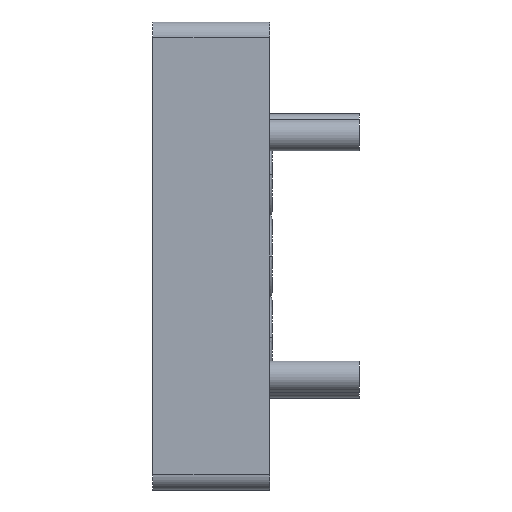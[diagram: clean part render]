
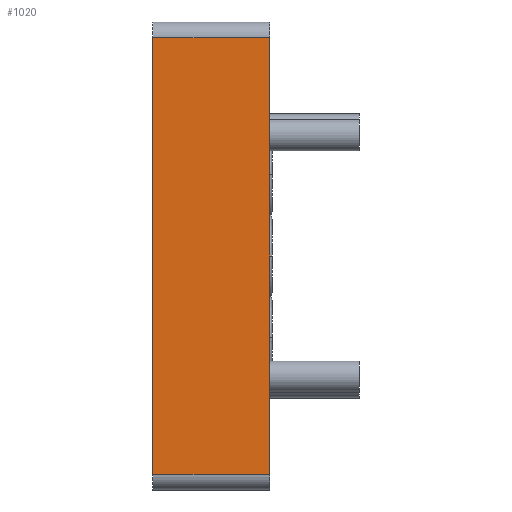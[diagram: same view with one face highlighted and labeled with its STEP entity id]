
A CAD part, left-side view. The second image highlights one B-rep face of the part: STEP entity #1020.
In plain terms, the highlighted planar face has unit normal (-1, 0, 0).
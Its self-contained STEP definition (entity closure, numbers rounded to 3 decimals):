
#26 = DIRECTION ( 'NONE',  ( 0., 0., 1. ) ) ;
#299 = VECTOR ( 'NONE', #5440, 1000. ) ;
#687 = CARTESIAN_POINT ( 'NONE',  ( -30., 0., 30. ) ) ;
#700 = CARTESIAN_POINT ( 'NONE',  ( -30., 0., -28. ) ) ;
#931 = AXIS2_PLACEMENT_3D ( 'NONE', #6237, #3526, #8267 ) ;
#962 = VERTEX_POINT ( 'NONE', #8588 ) ;
#1020 = ADVANCED_FACE ( 'NONE', ( #2506 ), #2901, .T. ) ;
#1166 = ORIENTED_EDGE ( 'NONE', *, *, #6013, .F. ) ;
#1206 = DIRECTION ( 'NONE',  ( 0., -1., 0. ) ) ;
#1384 = ORIENTED_EDGE ( 'NONE', *, *, #4841, .T. ) ;
#1496 = CARTESIAN_POINT ( 'NONE',  ( -30., -15., 28. ) ) ;
#1593 = VERTEX_POINT ( 'NONE', #6069 ) ;
#1714 = ORIENTED_EDGE ( 'NONE', *, *, #5166, .T. ) ;
#2506 = FACE_OUTER_BOUND ( 'NONE', #7058, .T. ) ;
#2901 = PLANE ( 'NONE',  #931 ) ;
#3204 = CARTESIAN_POINT ( 'NONE',  ( -30., -15., -28. ) ) ;
#3405 = CARTESIAN_POINT ( 'NONE',  ( -30., -15., 28. ) ) ;
#3526 = DIRECTION ( 'NONE',  ( -1., 0., 0. ) ) ;
#3884 = LINE ( 'NONE', #687, #299 ) ;
#4063 = CARTESIAN_POINT ( 'NONE',  ( -30., -15., 30. ) ) ;
#4080 = DIRECTION ( 'NONE',  ( 0., 1., 0. ) ) ;
#4354 = VERTEX_POINT ( 'NONE', #700 ) ;
#4841 = EDGE_CURVE ( 'NONE', #4354, #1593, #7343, .T. ) ;
#5166 = EDGE_CURVE ( 'NONE', #1593, #8296, #6995, .T. ) ;
#5168 = VECTOR ( 'NONE', #26, 1000. ) ;
#5440 = DIRECTION ( 'NONE',  ( 0., 0., 1. ) ) ;
#5513 = VECTOR ( 'NONE', #1206, 1000. ) ;
#5845 = ORIENTED_EDGE ( 'NONE', *, *, #6488, .T. ) ;
#6013 = EDGE_CURVE ( 'NONE', #4354, #962, #3884, .T. ) ;
#6069 = CARTESIAN_POINT ( 'NONE',  ( -30., -15., -28. ) ) ;
#6237 = CARTESIAN_POINT ( 'NONE',  ( -30., -15., 30. ) ) ;
#6488 = EDGE_CURVE ( 'NONE', #8296, #962, #7420, .T. ) ;
#6995 = LINE ( 'NONE', #4063, #5168 ) ;
#7058 = EDGE_LOOP ( 'NONE', ( #1166, #1384, #1714, #5845 ) ) ;
#7195 = VECTOR ( 'NONE', #4080, 1000. ) ;
#7343 = LINE ( 'NONE', #3204, #5513 ) ;
#7420 = LINE ( 'NONE', #3405, #7195 ) ;
#8267 = DIRECTION ( 'NONE',  ( 0., 0., 1. ) ) ;
#8296 = VERTEX_POINT ( 'NONE', #1496 ) ;
#8588 = CARTESIAN_POINT ( 'NONE',  ( -30., 0., 28. ) ) ;
